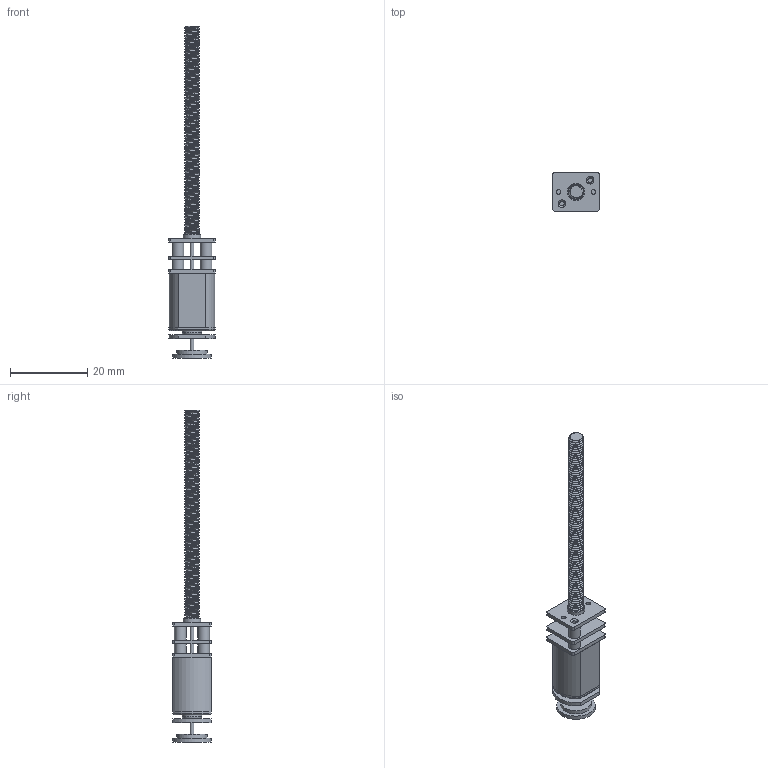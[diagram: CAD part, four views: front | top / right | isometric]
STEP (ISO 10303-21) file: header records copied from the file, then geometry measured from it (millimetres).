
FILE_DESCRIPTION(/* description */ (''),/* implementation_level */ '2;1');
FILE_NAME(/* name */ 'n20 m4x55 encoder v2.step',/* time_stamp */ '2018-11-11T20:22:07+01:00',/* author */ (''),/* organization */ (''),/* preprocessor_version */ 'ST-DEVELOPER v17.2',/* originating_system */ 'Autodesk Translation Framework v7.6.0.251',/* authorisation */ '');
FILE_SCHEMA (('AUTOMOTIVE_DESIGN { 1 0 10303 214 3 1 1 }'));
Length unit declared in the file: millimetre
Products named in the file (6): n20 m4x55 encoder; gearbox; threaded rod; n20 motor; magnet; encoder
Assembly tree (5 placements, depth 2):
  n20 m4x55 encoder
    gearbox
    threaded rod
    n20 motor
    magnet
    encoder
Bounding box: 12 x 10 x 86 mm (x, y, z)
Volume: 2860 mm3; surface area: 3745.4 mm2
Topology: 7 solids, 7 shells, 267 faces, 692 edges, 446 vertices
Faces by surface type: cylinder 221, plane 39, torus 3, cone 2, bspline 2
Full cylindrical faces by diameter (mm): 1 x5, 1.2 x4, 3 x4, 3.111 x90, 3.8 x1, 3.908 x89, 4.5 x1, 5 x1, 8 x1, 10 x1
Entity records: 16892 total; most frequent: CARTESIAN_POINT 10708, ORIENTED_EDGE 1384, DIRECTION 1009, EDGE_CURVE 692, VERTEX_POINT 446, AXIS2_PLACEMENT_3D 367, B_SPLINE_CURVE_WITH_KNOTS 327, EDGE_LOOP 296
